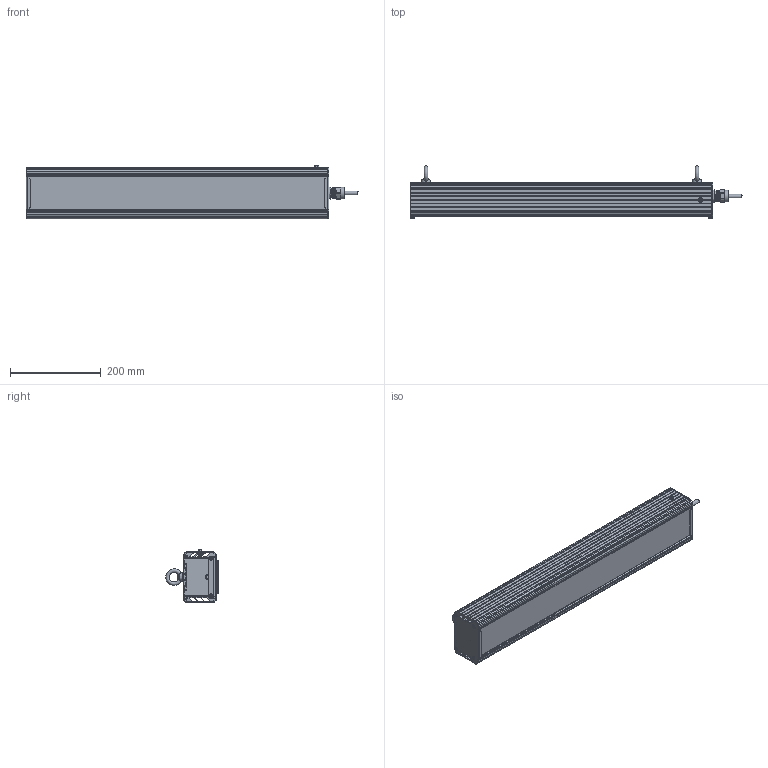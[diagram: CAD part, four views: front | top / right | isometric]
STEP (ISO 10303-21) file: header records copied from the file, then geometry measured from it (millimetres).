
FILE_DESCRIPTION(('STEP AP214'), '1');
FILE_NAME('001.0090.26.000 - ÃÑÏ-Ïðèìà-2Åõ-90', '2024-04-02T06:21:54', ('Åâãåíèé'), ('ÎÊÁ Ñâîé Ñòèëü'), 'C3D Converter', 'C3D Toolkit', '');
FILE_SCHEMA(('AUTOMOTIVE_DESIGN { 1 0 10303 214 3 1 1}'));
Length unit declared in the file: millimetre
Products named in the file (29): 001.0090.26.000; 001.0065.02.000
Assembly tree (57 placements, depth 3):
  001.0090.26.000
    (unnamed)
      (unnamed)  x4
      (unnamed)  x4
      (unnamed)
      (unnamed)
      (unnamed)
      (unnamed)
      (unnamed)
      (unnamed)
      (unnamed)
      (unnamed)
      (unnamed)
      (unnamed)
    (unnamed)  x9
      (unnamed)
      (unnamed)
      (unnamed)
      (unnamed)
      (unnamed)
      (unnamed)
      (unnamed)
      (unnamed)
      (unnamed)
    (unnamed)
      (unnamed)
    001.0065.02.000  x2
      (unnamed)
      (unnamed)
Bounding box: 730 x 115.41 x 117.15 mm (x, y, z)
Volume: 1254594.4 mm3; surface area: 1063968.7 mm2
Topology: 330 solids, 330 shells, 3316 faces, 7606 edges, 5087 vertices
Faces by surface type: plane 2293, cylinder 864, cone 79, bspline 47, sphere 27, torus 6
Full cylindrical faces by diameter (mm): 1 x27, 2 x18, 2.5 x36, 2.8 x225, 3.2 x27, 3.5 x45, 4 x9, 5 x3, 6 x3, 7 x2, 8 x8, 10 x1, 12.5 x1, 13 x1, 16 x1, 17 x1, 18 x1, 18.5 x1, 19 x1, 20 x1, 21.5 x1, 22 x2, 25.5 x1
Entity records: 66044 total; most frequent: CARTESIAN_POINT 33016, DIRECTION 5686, ORIENTED_EDGE 4658, EDGE_CURVE 2329, AXIS2_PLACEMENT_3D 2098, VERTEX_POINT 1609, LINE 1490, VECTOR 1490
